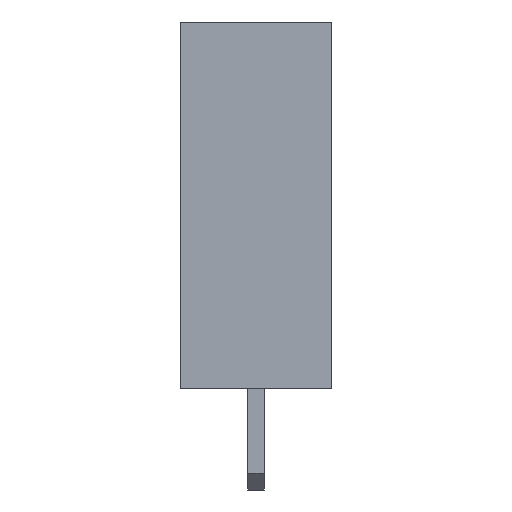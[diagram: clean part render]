
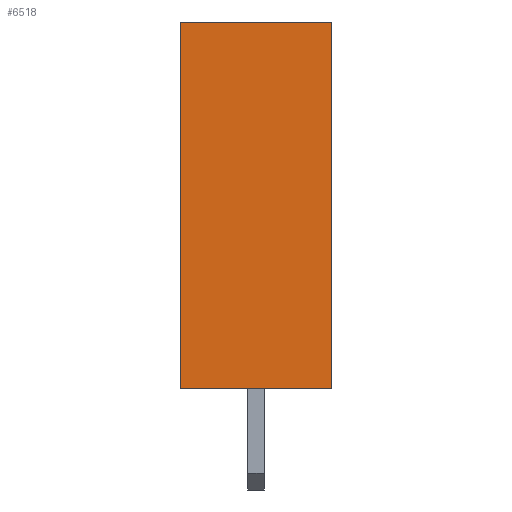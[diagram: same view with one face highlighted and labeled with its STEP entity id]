
A CAD part, left-side view. The second image highlights one B-rep face of the part: STEP entity #6518.
In plain terms, the highlighted planar face has unit normal (-1, 0, 0).
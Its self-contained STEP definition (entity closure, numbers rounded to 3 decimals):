
#240=PLANE('',#6989);
#606=FACE_OUTER_BOUND('',#1008,.T.);
#1008=EDGE_LOOP('',(#5573,#5574,#5575,#5576));
#1243=LINE('',#8906,#2083);
#1550=LINE('',#9656,#2390);
#1603=LINE('',#9744,#2443);
#1740=LINE('',#10035,#2580);
#2083=VECTOR('',#7179,10.);
#2390=VECTOR('',#7842,10.);
#2443=VECTOR('',#7897,10.);
#2580=VECTOR('',#8240,10.);
#2921=VERTEX_POINT('',#8903);
#2922=VERTEX_POINT('',#8905);
#3186=VERTEX_POINT('',#9653);
#3187=VERTEX_POINT('',#9655);
#3511=EDGE_CURVE('',#2921,#2922,#1243,.T.);
#3886=EDGE_CURVE('',#3186,#3187,#1550,.T.);
#3939=EDGE_CURVE('',#2922,#3186,#1603,.T.);
#4076=EDGE_CURVE('',#2921,#3187,#1740,.T.);
#5573=ORIENTED_EDGE('',*,*,#3511,.F.);
#5574=ORIENTED_EDGE('',*,*,#4076,.T.);
#5575=ORIENTED_EDGE('',*,*,#3886,.F.);
#5576=ORIENTED_EDGE('',*,*,#3939,.F.);
#6518=ADVANCED_FACE('',(#606),#240,.T.);
#6989=AXIS2_PLACEMENT_3D('',#10036,#8241,#8242);
#7179=DIRECTION('',(0.,-1.,0.));
#7842=DIRECTION('',(0.,1.,0.));
#7897=DIRECTION('',(0.,0.,-1.));
#8240=DIRECTION('',(0.,0.,-1.));
#8241=DIRECTION('center_axis',(-1.,0.,0.));
#8242=DIRECTION('ref_axis',(0.,1.,0.));
#8903=CARTESIAN_POINT('',(-0.9,0.9,0.));
#8905=CARTESIAN_POINT('',(-0.9,-0.9,0.));
#8906=CARTESIAN_POINT('',(-0.9,0.9,0.));
#9653=CARTESIAN_POINT('',(-0.9,-0.9,-4.35));
#9655=CARTESIAN_POINT('',(-0.9,0.9,-4.35));
#9656=CARTESIAN_POINT('',(-0.9,0.9,-4.35));
#9744=CARTESIAN_POINT('',(-0.9,-0.9,0.));
#10035=CARTESIAN_POINT('',(-0.9,0.9,0.));
#10036=CARTESIAN_POINT('Origin',(-0.9,-0.9,0.));
